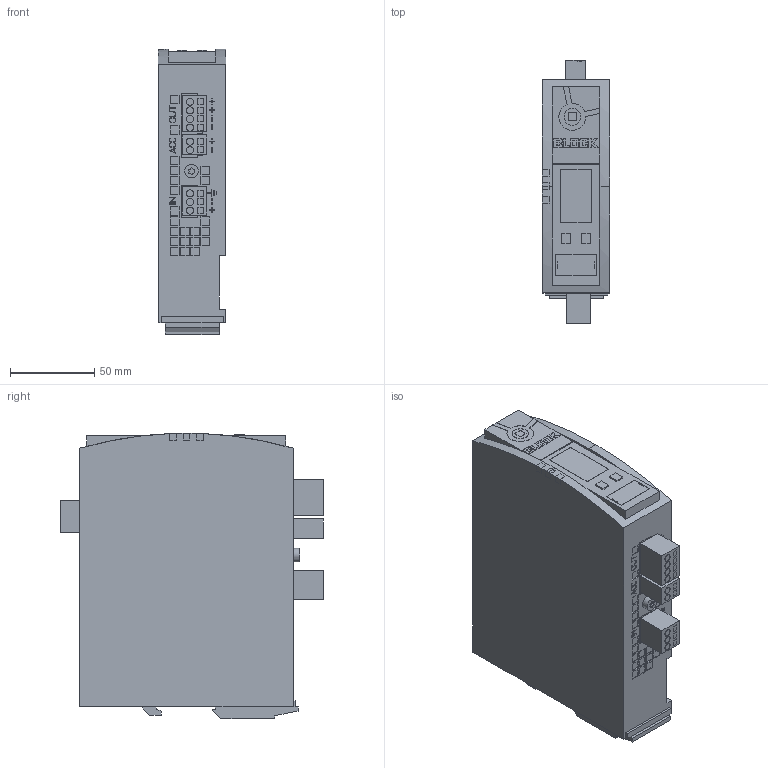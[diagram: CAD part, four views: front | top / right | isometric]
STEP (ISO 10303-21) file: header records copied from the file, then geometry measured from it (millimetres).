
FILE_DESCRIPTION (( 'STEP AP214' ), '1' );
FILE_NAME ('221780.STEP', '2024-03-21T15:12:02', ( '' ), ( '' ), 'SwSTEP 2.0', 'SolidWorks 2022', '' );
FILE_SCHEMA (( 'AUTOMOTIVE_DESIGN' ));
Length unit declared in the file: millimetre
Products named in the file (1): 221780
Bounding box: 40 x 155.9 x 169.2 mm (x, y, z)
Volume: 816266.2 mm3; surface area: 73218.6 mm2
Topology: 5 solids, 5 shells, 966 faces, 2412 edges, 1606 vertices
Faces by surface type: plane 893, cylinder 71, bspline 2
Entity records: 28426 total; most frequent: CARTESIAN_POINT 5051, ORIENTED_EDGE 4824, DIRECTION 4494, EDGE_CURVE 2412, VECTOR 2252, LINE 2252, VERTEX_POINT 1606, AXIS2_PLACEMENT_3D 1121
